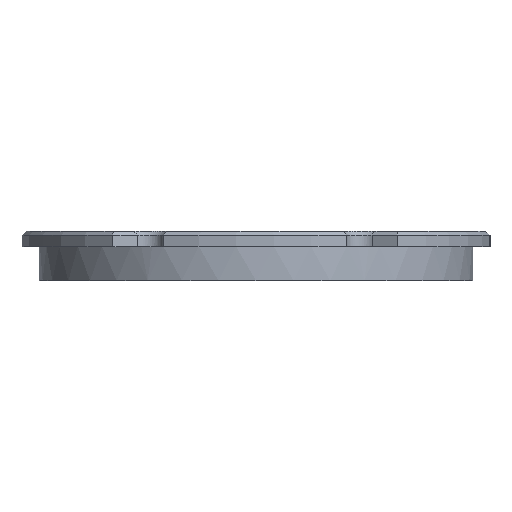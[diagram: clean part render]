
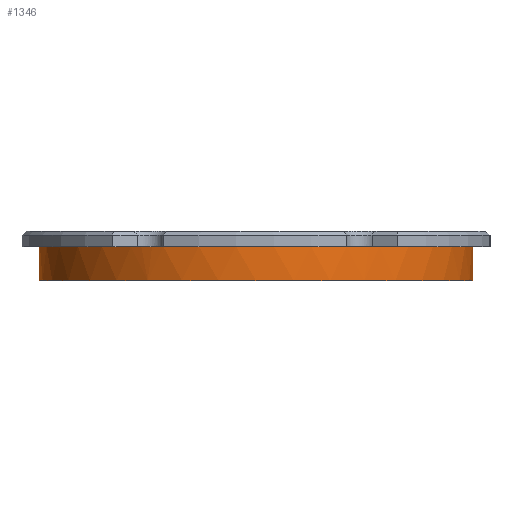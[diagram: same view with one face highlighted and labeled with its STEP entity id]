
A CAD part, front view. The second image highlights one B-rep face of the part: STEP entity #1346.
In plain terms, the highlighted cylindrical face has radius 28.5 mm (diameter 57 mm), a full revolution.
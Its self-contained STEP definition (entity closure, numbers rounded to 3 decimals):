
#32=CARTESIAN_POINT('',(-28.379,2.626,13.));
#33=VERTEX_POINT('',#32);
#34=CARTESIAN_POINT('',(-16.22,23.434,13.));
#35=VERTEX_POINT('',#34);
#36=CARTESIAN_POINT('',(0.,-0.001,13.));
#37=DIRECTION('',(-0.,-0.,-1.));
#38=DIRECTION('',(1.,0.,-0.));
#39=AXIS2_PLACEMENT_3D('',#36,#37,#38);
#40=CIRCLE('',#39,28.5);
#41=EDGE_CURVE('',#33,#35,#40,.T.);
#74=CARTESIAN_POINT('',(12.185,25.763,13.));
#75=VERTEX_POINT('',#74);
#84=CARTESIAN_POINT('',(-11.914,25.889,13.));
#85=VERTEX_POINT('',#84);
#86=CARTESIAN_POINT('',(0.,-0.001,13.));
#87=DIRECTION('',(-0.,-0.,-1.));
#88=DIRECTION('',(1.,0.,-0.));
#89=AXIS2_PLACEMENT_3D('',#86,#87,#88);
#90=CIRCLE('',#89,28.5);
#91=EDGE_CURVE('',#85,#75,#90,.T.);
#116=CARTESIAN_POINT('',(-28.405,-2.33,13.));
#117=VERTEX_POINT('',#116);
#126=CARTESIAN_POINT('',(-16.464,-23.264,13.));
#127=VERTEX_POINT('',#126);
#128=CARTESIAN_POINT('',(0.,-0.001,13.));
#129=DIRECTION('',(-0.,-0.,-1.));
#130=DIRECTION('',(1.,0.,-0.));
#131=AXIS2_PLACEMENT_3D('',#128,#129,#130);
#132=CIRCLE('',#131,28.5);
#133=EDGE_CURVE('',#127,#117,#132,.T.);
#158=CARTESIAN_POINT('',(-12.185,-25.765,13.));
#159=VERTEX_POINT('',#158);
#168=CARTESIAN_POINT('',(11.915,-25.891,13.));
#169=VERTEX_POINT('',#168);
#170=CARTESIAN_POINT('',(0.,-0.001,13.));
#171=DIRECTION('',(-0.,-0.,-1.));
#172=DIRECTION('',(1.,0.,-0.));
#173=AXIS2_PLACEMENT_3D('',#170,#171,#172);
#174=CIRCLE('',#173,28.5);
#175=EDGE_CURVE('',#169,#159,#174,.T.);
#832=CARTESIAN_POINT('',(28.405,2.329,13.));
#833=VERTEX_POINT('',#832);
#842=CARTESIAN_POINT('',(16.464,23.262,13.));
#843=VERTEX_POINT('',#842);
#844=CARTESIAN_POINT('',(0.,-0.001,13.));
#845=DIRECTION('',(-0.,-0.,-1.));
#846=DIRECTION('',(1.,0.,-0.));
#847=AXIS2_PLACEMENT_3D('',#844,#845,#846);
#848=CIRCLE('',#847,28.5);
#849=EDGE_CURVE('',#843,#833,#848,.T.);
#930=CARTESIAN_POINT('',(28.379,-2.628,13.));
#931=VERTEX_POINT('',#930);
#932=CARTESIAN_POINT('',(16.22,-23.435,13.));
#933=VERTEX_POINT('',#932);
#934=CARTESIAN_POINT('',(0.,-0.001,13.));
#935=DIRECTION('',(-0.,-0.,-1.));
#936=DIRECTION('',(1.,0.,-0.));
#937=AXIS2_PLACEMENT_3D('',#934,#935,#936);
#938=CIRCLE('',#937,28.5);
#939=EDGE_CURVE('',#931,#933,#938,.T.);
#1036=CARTESIAN_POINT('',(0.,-0.001,13.));
#1037=DIRECTION('',(-0.,-0.,-1.));
#1038=DIRECTION('',(1.,0.,-0.));
#1039=AXIS2_PLACEMENT_3D('',#1036,#1037,#1038);
#1040=CIRCLE('',#1039,28.5);
#1041=EDGE_CURVE('',#159,#127,#1040,.T.);
#1088=CARTESIAN_POINT('',(-28.5,-0.001,13.));
#1089=VERTEX_POINT('',#1088);
#1090=CARTESIAN_POINT('',(0.,-0.001,13.));
#1091=DIRECTION('',(-0.,-0.,-1.));
#1092=DIRECTION('',(1.,0.,-0.));
#1093=AXIS2_PLACEMENT_3D('',#1090,#1091,#1092);
#1094=CIRCLE('',#1093,28.5);
#1095=EDGE_CURVE('',#1089,#33,#1094,.T.);
#1097=CARTESIAN_POINT('',(0.,-0.001,13.));
#1098=DIRECTION('',(-0.,-0.,-1.));
#1099=DIRECTION('',(1.,0.,-0.));
#1100=AXIS2_PLACEMENT_3D('',#1097,#1098,#1099);
#1101=CIRCLE('',#1100,28.5);
#1102=EDGE_CURVE('',#117,#1089,#1101,.T.);
#1142=CARTESIAN_POINT('',(0.,-0.001,13.));
#1143=DIRECTION('',(-0.,-0.,-1.));
#1144=DIRECTION('',(1.,0.,-0.));
#1145=AXIS2_PLACEMENT_3D('',#1142,#1143,#1144);
#1146=CIRCLE('',#1145,28.5);
#1147=EDGE_CURVE('',#35,#85,#1146,.T.);
#1187=CARTESIAN_POINT('',(0.,-0.001,13.));
#1188=DIRECTION('',(-0.,-0.,-1.));
#1189=DIRECTION('',(1.,0.,-0.));
#1190=AXIS2_PLACEMENT_3D('',#1187,#1188,#1189);
#1191=CIRCLE('',#1190,28.5);
#1192=EDGE_CURVE('',#75,#843,#1191,.T.);
#1232=CARTESIAN_POINT('',(0.,-0.001,13.));
#1233=DIRECTION('',(-0.,-0.,-1.));
#1234=DIRECTION('',(1.,0.,-0.));
#1235=AXIS2_PLACEMENT_3D('',#1232,#1233,#1234);
#1236=CIRCLE('',#1235,28.5);
#1237=EDGE_CURVE('',#833,#931,#1236,.T.);
#1304=CARTESIAN_POINT('',(0.,-0.001,26.4));
#1305=DIRECTION('',(0.,0.,-1.));
#1306=DIRECTION('',(-1.,0.,0.));
#1307=AXIS2_PLACEMENT_3D('',#1304,#1305,#1306);
#1308=CYLINDRICAL_SURFACE('',#1307,28.5);
#1309=CARTESIAN_POINT('',(-28.5,-0.001,8.5));
#1310=VERTEX_POINT('',#1309);
#1311=CARTESIAN_POINT('',(-28.5,-0.001,8.5));
#1312=DIRECTION('',(-0.,-0.,1.));
#1313=VECTOR('',#1312,4.5);
#1314=LINE('',#1311,#1313);
#1315=EDGE_CURVE('',#1310,#1089,#1314,.T.);
#1316=ORIENTED_EDGE('',*,*,#1315,.T.);
#1317=ORIENTED_EDGE('',*,*,#1095,.T.);
#1318=ORIENTED_EDGE('',*,*,#41,.T.);
#1319=ORIENTED_EDGE('',*,*,#1147,.T.);
#1320=ORIENTED_EDGE('',*,*,#91,.T.);
#1321=ORIENTED_EDGE('',*,*,#1192,.T.);
#1322=ORIENTED_EDGE('',*,*,#849,.T.);
#1323=ORIENTED_EDGE('',*,*,#1237,.T.);
#1324=ORIENTED_EDGE('',*,*,#939,.T.);
#1325=CARTESIAN_POINT('',(0.,-0.001,13.));
#1326=DIRECTION('',(-0.,-0.,-1.));
#1327=DIRECTION('',(1.,0.,-0.));
#1328=AXIS2_PLACEMENT_3D('',#1325,#1326,#1327);
#1329=CIRCLE('',#1328,28.5);
#1330=EDGE_CURVE('',#933,#169,#1329,.T.);
#1331=ORIENTED_EDGE('',*,*,#1330,.T.);
#1332=ORIENTED_EDGE('',*,*,#175,.T.);
#1333=ORIENTED_EDGE('',*,*,#1041,.T.);
#1334=ORIENTED_EDGE('',*,*,#133,.T.);
#1335=ORIENTED_EDGE('',*,*,#1102,.T.);
#1336=ORIENTED_EDGE('',*,*,#1315,.F.);
#1337=CARTESIAN_POINT('',(0.,-0.001,8.5));
#1338=DIRECTION('',(-0.,-0.,1.));
#1339=DIRECTION('',(-1.,0.,0.));
#1340=AXIS2_PLACEMENT_3D('',#1337,#1338,#1339);
#1341=CIRCLE('',#1340,28.5);
#1342=EDGE_CURVE('',#1310,#1310,#1341,.T.);
#1343=ORIENTED_EDGE('',*,*,#1342,.T.);
#1344=EDGE_LOOP('',(#1316,#1317,#1318,#1319,#1320,#1321,#1322,#1323,#1324,#1331,#1332,#1333,#1334,#1335,#1336,#1343));
#1345=FACE_BOUND('',#1344,.T.);
#1346=ADVANCED_FACE('',(#1345),#1308,.T.);
